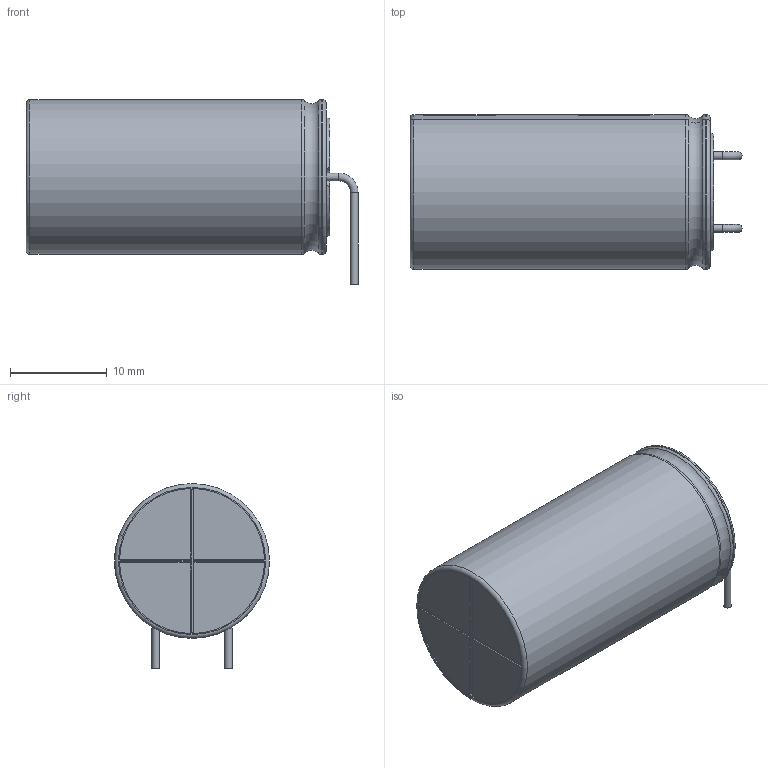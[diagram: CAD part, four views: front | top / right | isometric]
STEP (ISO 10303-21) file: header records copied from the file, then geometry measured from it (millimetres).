
FILE_DESCRIPTION(('STEP AP214'), '1');
FILE_NAME('capacitor_horizontal_mount', '2019-01-12T23:27:17', ('Che'), (''), 'ASCON STEP Converter 1.3', 'ASCON Math Kernel', '');
FILE_SCHEMA(('AUTOMOTIVE_DESIGN { 1 0 10303 214 3 1 1}'));
Length unit declared in the file: millimetre
Bounding box: 34.31 x 16.01 x 19.1 mm (x, y, z)
Volume: 6242.9 mm3; surface area: 2049.7 mm2
Topology: 1 solids, 1 shells, 74 faces, 188 edges, 124 vertices
Faces by surface type: plane 44, cylinder 14, torus 12, cone 4
Full cylindrical faces by diameter (mm): 0.8 x4, 12.8 x1, 15 x1
Entity records: 2868 total; most frequent: CARTESIAN_POINT 403, DIRECTION 402, ORIENTED_EDGE 360, EDGE_CURVE 180, AXIS2_PLACEMENT_3D 151, VERTEX_POINT 124, LINE 100, VECTOR 100
